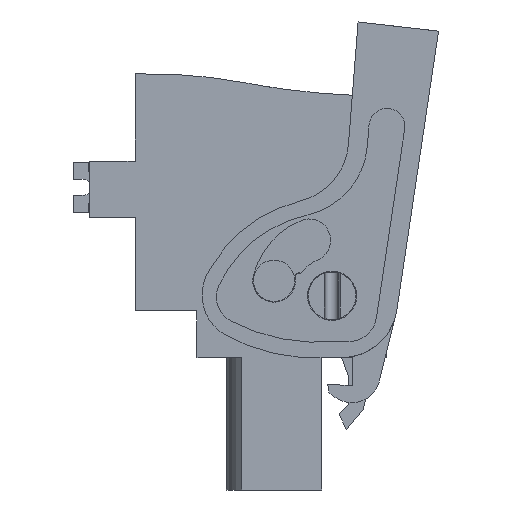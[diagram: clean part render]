
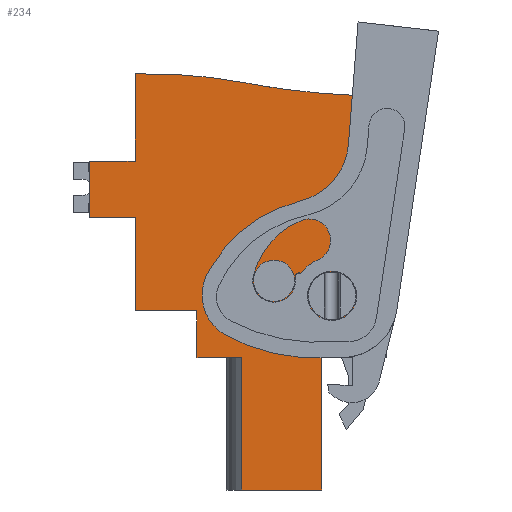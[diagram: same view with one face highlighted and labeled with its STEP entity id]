
A CAD part, left-side view. The second image highlights one B-rep face of the part: STEP entity #234.
In plain terms, the highlighted planar face has unit normal (-1, 0, 0).
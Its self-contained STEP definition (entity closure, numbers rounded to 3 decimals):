
#34=AXIS2_PLACEMENT_3D('Plane Axis2P3D',#31,#32,#33) ;
#61=AXIS2_PLACEMENT_3D('Circle Axis2P3D',#59,#60,$) ;
#68=AXIS2_PLACEMENT_3D('Circle Axis2P3D',#66,#67,$) ;
#75=AXIS2_PLACEMENT_3D('Circle Axis2P3D',#73,#74,$) ;
#200=AXIS2_PLACEMENT_3D('Circle Axis2P3D',#198,#199,$) ;
#209=AXIS2_PLACEMENT_3D('Circle Axis2P3D',#207,#208,$) ;
#218=AXIS2_PLACEMENT_3D('Circle Axis2P3D',#216,#217,$) ;
#227=AXIS2_PLACEMENT_3D('Circle Axis2P3D',#225,#226,$) ;
#31=CARTESIAN_POINT('Axis2P3D Location',(4.85,2.556,0.)) ;
#36=CARTESIAN_POINT('Line Origine',(4.85,3.006,19.279)) ;
#40=CARTESIAN_POINT('Vertex',(4.85,3.456,18.5)) ;
#42=CARTESIAN_POINT('Vertex',(4.85,2.556,20.059)) ;
#45=CARTESIAN_POINT('Line Origine',(4.85,2.556,22.454)) ;
#49=CARTESIAN_POINT('Vertex',(4.85,2.556,24.85)) ;
#52=CARTESIAN_POINT('Line Origine',(4.85,3.01,24.85)) ;
#56=CARTESIAN_POINT('Vertex',(4.85,3.464,24.85)) ;
#59=CARTESIAN_POINT('Axis2P3D Location',(4.85,3.464,72.85)) ;
#63=CARTESIAN_POINT('Vertex',(4.85,9.617,25.246)) ;
#66=CARTESIAN_POINT('Axis2P3D Location',(4.85,3.463,72.852)) ;
#70=CARTESIAN_POINT('Vertex',(4.85,12.387,25.687)) ;
#73=CARTESIAN_POINT('Axis2P3D Location',(4.85,18.392,-6.044)) ;
#77=CARTESIAN_POINT('Vertex',(4.85,18.987,26.244)) ;
#80=CARTESIAN_POINT('Line Origine',(4.85,19.147,26.244)) ;
#84=CARTESIAN_POINT('Vertex',(4.85,19.306,26.244)) ;
#87=CARTESIAN_POINT('Line Origine',(4.85,19.306,23.497)) ;
#91=CARTESIAN_POINT('Vertex',(4.85,19.306,20.75)) ;
#94=CARTESIAN_POINT('Line Origine',(4.85,20.756,20.75)) ;
#98=CARTESIAN_POINT('Vertex',(4.85,22.206,20.75)) ;
#101=CARTESIAN_POINT('Line Origine',(4.85,22.206,18.975)) ;
#105=CARTESIAN_POINT('Vertex',(4.85,22.206,17.2)) ;
#108=CARTESIAN_POINT('Line Origine',(4.85,20.756,17.2)) ;
#112=CARTESIAN_POINT('Vertex',(4.85,19.306,17.2)) ;
#115=CARTESIAN_POINT('Line Origine',(4.85,19.306,14.25)) ;
#119=CARTESIAN_POINT('Vertex',(4.85,19.306,11.3)) ;
#122=CARTESIAN_POINT('Line Origine',(4.85,17.356,11.3)) ;
#126=CARTESIAN_POINT('Vertex',(4.85,15.406,11.3)) ;
#129=CARTESIAN_POINT('Line Origine',(4.85,15.406,9.825)) ;
#133=CARTESIAN_POINT('Vertex',(4.85,15.406,8.35)) ;
#136=CARTESIAN_POINT('Line Origine',(4.85,14.,8.35)) ;
#140=CARTESIAN_POINT('Vertex',(4.85,12.593,8.35)) ;
#143=CARTESIAN_POINT('Line Origine',(4.85,12.593,4.175)) ;
#147=CARTESIAN_POINT('Vertex',(4.85,12.593,0.)) ;
#150=CARTESIAN_POINT('Line Origine',(4.85,10.07,0.)) ;
#154=CARTESIAN_POINT('Vertex',(4.85,7.547,0.)) ;
#157=CARTESIAN_POINT('Line Origine',(4.85,7.547,4.175)) ;
#161=CARTESIAN_POINT('Vertex',(4.85,7.547,8.35)) ;
#164=CARTESIAN_POINT('Line Origine',(4.85,5.502,8.35)) ;
#168=CARTESIAN_POINT('Vertex',(4.85,3.456,8.35)) ;
#171=CARTESIAN_POINT('Line Origine',(4.85,3.456,13.425)) ;
#198=CARTESIAN_POINT('Axis2P3D Location',(4.85,10.544,13.2)) ;
#202=CARTESIAN_POINT('Vertex',(4.85,10.544,14.5)) ;
#204=CARTESIAN_POINT('Vertex',(4.85,10.544,11.9)) ;
#207=CARTESIAN_POINT('Axis2P3D Location',(4.85,10.544,13.2)) ;
#216=CARTESIAN_POINT('Axis2P3D Location',(4.85,6.884,12.25)) ;
#220=CARTESIAN_POINT('Vertex',(4.85,6.884,13.75)) ;
#222=CARTESIAN_POINT('Vertex',(4.85,6.884,10.75)) ;
#225=CARTESIAN_POINT('Axis2P3D Location',(4.85,6.884,12.25)) ;
#32=DIRECTION('Axis2P3D Direction',(-1.,0.,0.)) ;
#33=DIRECTION('Axis2P3D XDirection',(0.,0.,1.)) ;
#37=DIRECTION('Vector Direction',(0.,-0.5,0.866)) ;
#46=DIRECTION('Vector Direction',(0.,0.,1.)) ;
#53=DIRECTION('Vector Direction',(0.,-1.,0.)) ;
#60=DIRECTION('Axis2P3D Direction',(-1.,0.,0.)) ;
#67=DIRECTION('Axis2P3D Direction',(-1.,0.,0.)) ;
#74=DIRECTION('Axis2P3D Direction',(-1.,0.,0.)) ;
#81=DIRECTION('Vector Direction',(0.,-1.,0.)) ;
#88=DIRECTION('Vector Direction',(0.,0.,1.)) ;
#95=DIRECTION('Vector Direction',(0.,-1.,0.)) ;
#102=DIRECTION('Vector Direction',(0.,0.,1.)) ;
#109=DIRECTION('Vector Direction',(0.,1.,0.)) ;
#116=DIRECTION('Vector Direction',(0.,0.,1.)) ;
#123=DIRECTION('Vector Direction',(0.,-1.,0.)) ;
#130=DIRECTION('Vector Direction',(0.,0.,1.)) ;
#137=DIRECTION('Vector Direction',(0.,1.,0.)) ;
#144=DIRECTION('Vector Direction',(0.,0.,-1.)) ;
#151=DIRECTION('Vector Direction',(0.,-1.,0.)) ;
#158=DIRECTION('Vector Direction',(0.,0.,1.)) ;
#165=DIRECTION('Vector Direction',(0.,1.,0.)) ;
#172=DIRECTION('Vector Direction',(0.,0.,-1.)) ;
#199=DIRECTION('Axis2P3D Direction',(-1.,0.,0.)) ;
#208=DIRECTION('Axis2P3D Direction',(-1.,0.,0.)) ;
#217=DIRECTION('Axis2P3D Direction',(-1.,0.,0.)) ;
#226=DIRECTION('Axis2P3D Direction',(-1.,0.,0.)) ;
#38=VECTOR('Line Direction',#37,1.) ;
#47=VECTOR('Line Direction',#46,1.) ;
#54=VECTOR('Line Direction',#53,1.) ;
#82=VECTOR('Line Direction',#81,1.) ;
#89=VECTOR('Line Direction',#88,1.) ;
#96=VECTOR('Line Direction',#95,1.) ;
#103=VECTOR('Line Direction',#102,1.) ;
#110=VECTOR('Line Direction',#109,1.) ;
#117=VECTOR('Line Direction',#116,1.) ;
#124=VECTOR('Line Direction',#123,1.) ;
#131=VECTOR('Line Direction',#130,1.) ;
#138=VECTOR('Line Direction',#137,1.) ;
#145=VECTOR('Line Direction',#144,1.) ;
#152=VECTOR('Line Direction',#151,1.) ;
#159=VECTOR('Line Direction',#158,1.) ;
#166=VECTOR('Line Direction',#165,1.) ;
#173=VECTOR('Line Direction',#172,1.) ;
#177=ORIENTED_EDGE('',*,*,#44,.T.) ;
#178=ORIENTED_EDGE('',*,*,#51,.T.) ;
#179=ORIENTED_EDGE('',*,*,#58,.T.) ;
#180=ORIENTED_EDGE('',*,*,#65,.T.) ;
#181=ORIENTED_EDGE('',*,*,#72,.T.) ;
#182=ORIENTED_EDGE('',*,*,#79,.T.) ;
#183=ORIENTED_EDGE('',*,*,#86,.T.) ;
#184=ORIENTED_EDGE('',*,*,#93,.T.) ;
#185=ORIENTED_EDGE('',*,*,#100,.T.) ;
#186=ORIENTED_EDGE('',*,*,#107,.T.) ;
#187=ORIENTED_EDGE('',*,*,#114,.T.) ;
#188=ORIENTED_EDGE('',*,*,#121,.T.) ;
#189=ORIENTED_EDGE('',*,*,#128,.T.) ;
#190=ORIENTED_EDGE('',*,*,#135,.T.) ;
#191=ORIENTED_EDGE('',*,*,#142,.T.) ;
#192=ORIENTED_EDGE('',*,*,#149,.T.) ;
#193=ORIENTED_EDGE('',*,*,#156,.T.) ;
#194=ORIENTED_EDGE('',*,*,#163,.T.) ;
#195=ORIENTED_EDGE('',*,*,#170,.T.) ;
#196=ORIENTED_EDGE('',*,*,#175,.T.) ;
#213=ORIENTED_EDGE('',*,*,#206,.F.) ;
#214=ORIENTED_EDGE('',*,*,#211,.F.) ;
#231=ORIENTED_EDGE('',*,*,#224,.F.) ;
#232=ORIENTED_EDGE('',*,*,#229,.F.) ;
#215=FACE_BOUND('',#212,.T.) ;
#233=FACE_BOUND('',#230,.T.) ;
#234=ADVANCED_FACE('HOUSING',(#197,#215,#233),#35,.T.) ;
#62=CIRCLE('generated circle',#61,48.) ;
#69=CIRCLE('generated circle',#68,48.002) ;
#76=CIRCLE('generated circle',#75,32.294) ;
#201=CIRCLE('generated circle',#200,1.3) ;
#210=CIRCLE('generated circle',#209,1.3) ;
#219=CIRCLE('generated circle',#218,1.5) ;
#228=CIRCLE('generated circle',#227,1.5) ;
#44=EDGE_CURVE('',#41,#43,#39,.T.) ;
#51=EDGE_CURVE('',#43,#50,#48,.T.) ;
#58=EDGE_CURVE('',#50,#57,#55,.F.) ;
#65=EDGE_CURVE('',#57,#64,#62,.F.) ;
#72=EDGE_CURVE('',#64,#71,#69,.F.) ;
#79=EDGE_CURVE('',#71,#78,#76,.T.) ;
#86=EDGE_CURVE('',#78,#85,#83,.F.) ;
#93=EDGE_CURVE('',#85,#92,#90,.F.) ;
#100=EDGE_CURVE('',#92,#99,#97,.F.) ;
#107=EDGE_CURVE('',#99,#106,#104,.F.) ;
#114=EDGE_CURVE('',#106,#113,#111,.F.) ;
#121=EDGE_CURVE('',#113,#120,#118,.F.) ;
#128=EDGE_CURVE('',#120,#127,#125,.T.) ;
#135=EDGE_CURVE('',#127,#134,#132,.F.) ;
#142=EDGE_CURVE('',#134,#141,#139,.F.) ;
#149=EDGE_CURVE('',#141,#148,#146,.T.) ;
#156=EDGE_CURVE('',#148,#155,#153,.T.) ;
#163=EDGE_CURVE('',#155,#162,#160,.T.) ;
#170=EDGE_CURVE('',#162,#169,#167,.F.) ;
#175=EDGE_CURVE('',#169,#41,#174,.F.) ;
#206=EDGE_CURVE('',#203,#205,#201,.T.) ;
#211=EDGE_CURVE('',#205,#203,#210,.T.) ;
#224=EDGE_CURVE('',#221,#223,#219,.T.) ;
#229=EDGE_CURVE('',#223,#221,#228,.T.) ;
#176=EDGE_LOOP('',(#177,#178,#179,#180,#181,#182,#183,#184,#185,#186,#187,#188,#189,#190,#191,#192,#193,#194,#195,#196)) ;
#212=EDGE_LOOP('',(#213,#214)) ;
#230=EDGE_LOOP('',(#231,#232)) ;
#197=FACE_OUTER_BOUND('',#176,.T.) ;
#39=LINE('Line',#36,#38) ;
#48=LINE('Line',#45,#47) ;
#55=LINE('Line',#52,#54) ;
#83=LINE('Line',#80,#82) ;
#90=LINE('Line',#87,#89) ;
#97=LINE('Line',#94,#96) ;
#104=LINE('Line',#101,#103) ;
#111=LINE('Line',#108,#110) ;
#118=LINE('Line',#115,#117) ;
#125=LINE('Line',#122,#124) ;
#132=LINE('Line',#129,#131) ;
#139=LINE('Line',#136,#138) ;
#146=LINE('Line',#143,#145) ;
#153=LINE('Line',#150,#152) ;
#160=LINE('Line',#157,#159) ;
#167=LINE('Line',#164,#166) ;
#174=LINE('Line',#171,#173) ;
#35=PLANE('',#34) ;
#41=VERTEX_POINT('',#40) ;
#43=VERTEX_POINT('',#42) ;
#50=VERTEX_POINT('',#49) ;
#57=VERTEX_POINT('',#56) ;
#64=VERTEX_POINT('',#63) ;
#71=VERTEX_POINT('',#70) ;
#78=VERTEX_POINT('',#77) ;
#85=VERTEX_POINT('',#84) ;
#92=VERTEX_POINT('',#91) ;
#99=VERTEX_POINT('',#98) ;
#106=VERTEX_POINT('',#105) ;
#113=VERTEX_POINT('',#112) ;
#120=VERTEX_POINT('',#119) ;
#127=VERTEX_POINT('',#126) ;
#134=VERTEX_POINT('',#133) ;
#141=VERTEX_POINT('',#140) ;
#148=VERTEX_POINT('',#147) ;
#155=VERTEX_POINT('',#154) ;
#162=VERTEX_POINT('',#161) ;
#169=VERTEX_POINT('',#168) ;
#203=VERTEX_POINT('',#202) ;
#205=VERTEX_POINT('',#204) ;
#221=VERTEX_POINT('',#220) ;
#223=VERTEX_POINT('',#222) ;
